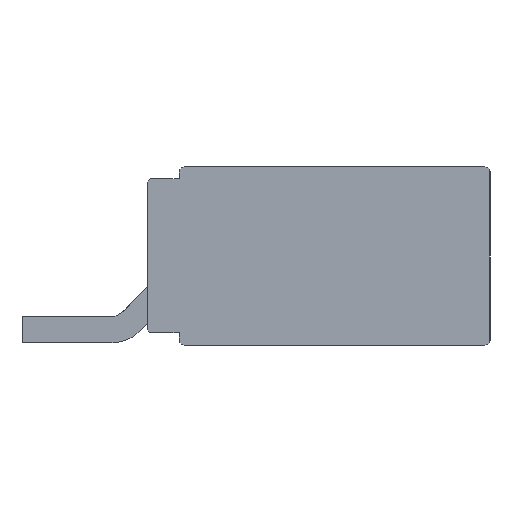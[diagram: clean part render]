
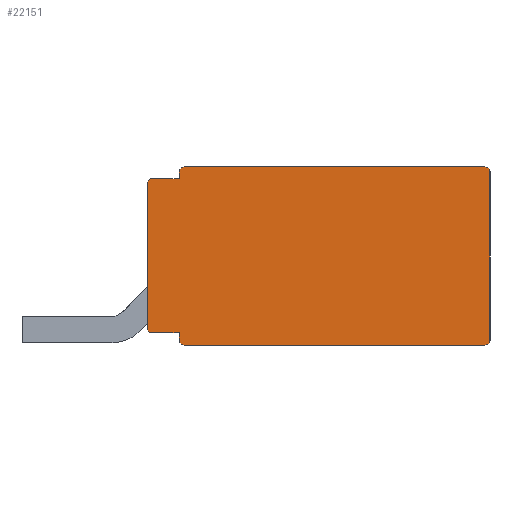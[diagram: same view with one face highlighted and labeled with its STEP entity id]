
A CAD part, left-side view. The second image highlights one B-rep face of the part: STEP entity #22151.
In plain terms, the highlighted planar face has unit normal (-1, 0, 0).
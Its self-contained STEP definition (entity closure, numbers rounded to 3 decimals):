
#20491=CARTESIAN_POINT('',(-830.334,-191.942,
70.287));
#20492=DIRECTION('',(1.,0.,0.));
#20493=DIRECTION('',(0.,0.,-1.));
#20494=AXIS2_PLACEMENT_3D('',#20491,#20492,#20493);
#20499=DIRECTION('',(0.,0.,1.));
#20500=VECTOR('',#20499,14.1);
#20501=CARTESIAN_POINT('',(-830.334,-191.642,
70.287));
#20502=LINE('',#20501,#20500);
#20506=CARTESIAN_POINT('',(-830.334,-191.942,
84.387));
#20507=DIRECTION('',(1.,0.,0.));
#20508=DIRECTION('',(0.,1.,0.));
#20509=AXIS2_PLACEMENT_3D('',#20506,#20507,#20508);
#20514=DIRECTION('',(0.,-1.,0.));
#20515=VECTOR('',#20514,2.7);
#20516=CARTESIAN_POINT('',(-830.334,-191.942,
84.687));
#20517=LINE('',#20516,#20515);
#20521=DIRECTION('',(0.,0.,1.));
#20522=VECTOR('',#20521,0.667);
#20523=CARTESIAN_POINT('',(-830.334,-194.642,
84.687));
#20524=LINE('',#20523,#20522);
#20528=CARTESIAN_POINT('',(-830.334,-195.142,
85.354));
#20529=DIRECTION('',(1.,0.,0.));
#20530=DIRECTION('',(0.,1.,0.));
#20531=AXIS2_PLACEMENT_3D('',#20528,#20529,#20530);
#20536=DIRECTION('',(0.,-1.,0.));
#20537=VECTOR('',#20536,28.7);
#20538=CARTESIAN_POINT('',(-830.334,-195.142,
85.854));
#20539=LINE('',#20538,#20537);
#20543=CARTESIAN_POINT('',(-830.334,-223.842,
85.354));
#20544=DIRECTION('',(1.,0.,0.));
#20545=DIRECTION('',(0.,0.,1.));
#20546=AXIS2_PLACEMENT_3D('',#20543,#20544,#20545);
#20551=DIRECTION('',(0.,0.,-1.));
#20552=VECTOR('',#20551,16.067);
#20553=CARTESIAN_POINT('',(-830.334,-224.342,
85.354));
#20554=LINE('',#20553,#20552);
#20558=CARTESIAN_POINT('',(-830.334,-223.842,
69.287));
#20559=DIRECTION('',(1.,0.,0.));
#20560=DIRECTION('',(0.,-1.,0.));
#20561=AXIS2_PLACEMENT_3D('',#20558,#20559,#20560);
#20566=DIRECTION('',(0.,1.,0.));
#20567=VECTOR('',#20566,28.7);
#20568=CARTESIAN_POINT('',(-830.334,-223.842,
68.787));
#20569=LINE('',#20568,#20567);
#20573=CARTESIAN_POINT('',(-830.334,-195.142,
69.287));
#20574=DIRECTION('',(1.,0.,0.));
#20575=DIRECTION('',(0.,0.,-1.));
#20576=AXIS2_PLACEMENT_3D('',#20573,#20574,#20575);
#20581=DIRECTION('',(0.,0.,1.));
#20582=VECTOR('',#20581,0.7);
#20583=CARTESIAN_POINT('',(-830.334,-194.642,
69.287));
#20584=LINE('',#20583,#20582);
#20588=DIRECTION('',(0.,1.,0.));
#20589=VECTOR('',#20588,2.7);
#20590=CARTESIAN_POINT('',(-830.334,-194.642,
69.987));
#20591=LINE('',#20590,#20589);
#21846=CARTESIAN_POINT('',(-830.334,-191.642,
70.287));
#21847=CARTESIAN_POINT('',(-830.334,-191.642,
84.387));
#21848=VERTEX_POINT('',#21846);
#21849=VERTEX_POINT('',#21847);
#21854=CARTESIAN_POINT('',(-830.334,-191.942,
69.987));
#21855=VERTEX_POINT('',#21854);
#21856=CARTESIAN_POINT('',(-830.334,-191.942,
84.687));
#21857=VERTEX_POINT('',#21856);
#21858=CARTESIAN_POINT('',(-830.334,-194.642,
84.687));
#21859=VERTEX_POINT('',#21858);
#21860=CARTESIAN_POINT('',(-830.334,-194.642,
85.354));
#21861=VERTEX_POINT('',#21860);
#21862=CARTESIAN_POINT('',(-830.334,-195.142,
85.854));
#21863=VERTEX_POINT('',#21862);
#21864=CARTESIAN_POINT('',(-830.334,-223.842,
85.854));
#21865=VERTEX_POINT('',#21864);
#21866=CARTESIAN_POINT('',(-830.334,-224.342,
85.354));
#21867=VERTEX_POINT('',#21866);
#21868=CARTESIAN_POINT('',(-830.334,-224.342,
69.287));
#21869=VERTEX_POINT('',#21868);
#21870=CARTESIAN_POINT('',(-830.334,-223.842,
68.787));
#21871=VERTEX_POINT('',#21870);
#21872=CARTESIAN_POINT('',(-830.334,-195.142,
68.787));
#21873=VERTEX_POINT('',#21872);
#21874=CARTESIAN_POINT('',(-830.334,-194.642,
69.287));
#21875=VERTEX_POINT('',#21874);
#21876=CARTESIAN_POINT('',(-830.334,-194.642,
69.987));
#21877=VERTEX_POINT('',#21876);
#22117=CARTESIAN_POINT('',(-830.334,-210.186,
77.326));
#22118=DIRECTION('',(-1.,0.,0.));
#22119=DIRECTION('',(0.,0.,1.));
#22120=AXIS2_PLACEMENT_3D('',#22117,#22118,#22119);
#22121=PLANE('',#22120);
#22123=ORIENTED_EDGE('',*,*,#22122,.T.);
#22124=ORIENTED_EDGE('',*,*,#22099,.T.);
#22126=ORIENTED_EDGE('',*,*,#22125,.T.);
#22128=ORIENTED_EDGE('',*,*,#22127,.T.);
#22130=ORIENTED_EDGE('',*,*,#22129,.T.);
#22132=ORIENTED_EDGE('',*,*,#22131,.T.);
#22134=ORIENTED_EDGE('',*,*,#22133,.T.);
#22136=ORIENTED_EDGE('',*,*,#22135,.T.);
#22138=ORIENTED_EDGE('',*,*,#22137,.T.);
#22140=ORIENTED_EDGE('',*,*,#22139,.T.);
#22142=ORIENTED_EDGE('',*,*,#22141,.T.);
#22144=ORIENTED_EDGE('',*,*,#22143,.T.);
#22146=ORIENTED_EDGE('',*,*,#22145,.T.);
#22148=ORIENTED_EDGE('',*,*,#22147,.T.);
#22149=EDGE_LOOP('',(#22123,#22124,#22126,#22128,#22130,#22132,#22134,#22136,
#22138,#22140,#22142,#22144,#22146,#22148));
#22150=FACE_OUTER_BOUND('',#22149,.F.);
#20495=CIRCLE('',#20494,0.3);
#20510=CIRCLE('',#20509,0.3);
#20532=CIRCLE('',#20531,0.5);
#20547=CIRCLE('',#20546,0.5);
#20562=CIRCLE('',#20561,0.5);
#20577=CIRCLE('',#20576,0.5);
#22099=EDGE_CURVE('',#21848,#21849,#20502,.T.);
#22122=EDGE_CURVE('',#21855,#21848,#20495,.T.);
#22125=EDGE_CURVE('',#21849,#21857,#20510,.T.);
#22127=EDGE_CURVE('',#21857,#21859,#20517,.T.);
#22129=EDGE_CURVE('',#21859,#21861,#20524,.T.);
#22131=EDGE_CURVE('',#21861,#21863,#20532,.T.);
#22133=EDGE_CURVE('',#21863,#21865,#20539,.T.);
#22135=EDGE_CURVE('',#21865,#21867,#20547,.T.);
#22137=EDGE_CURVE('',#21867,#21869,#20554,.T.);
#22139=EDGE_CURVE('',#21869,#21871,#20562,.T.);
#22141=EDGE_CURVE('',#21871,#21873,#20569,.T.);
#22143=EDGE_CURVE('',#21873,#21875,#20577,.T.);
#22145=EDGE_CURVE('',#21875,#21877,#20584,.T.);
#22147=EDGE_CURVE('',#21877,#21855,#20591,.T.);
#22151=ADVANCED_FACE('',(#22150),#22121,.T.);
